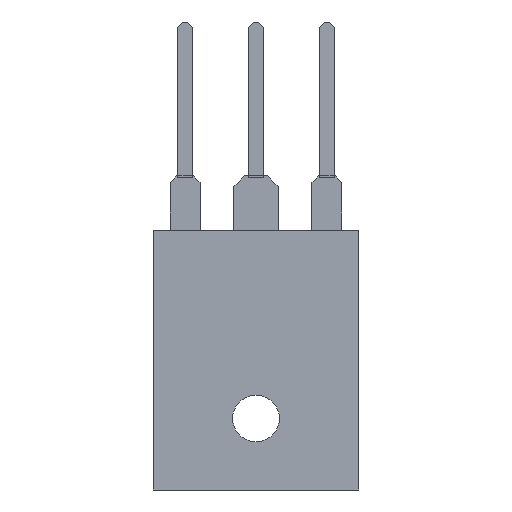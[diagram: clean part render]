
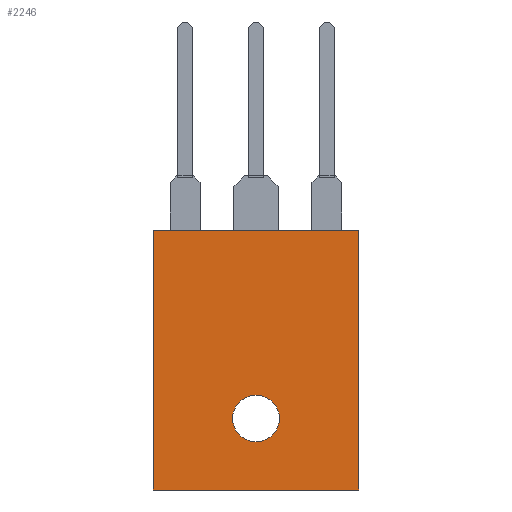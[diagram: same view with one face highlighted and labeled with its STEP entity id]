
A CAD part, front view. The second image highlights one B-rep face of the part: STEP entity #2246.
In plain terms, the highlighted planar face has unit normal (0, -1, 0).
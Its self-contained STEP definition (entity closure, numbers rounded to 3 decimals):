
#10 = FACE_BOUND ( 'NONE', #300, .T. ) ;
#30 = LINE ( 'NONE', #1163, #2463 ) ;
#142 = EDGE_LOOP ( 'NONE', ( #2443, #1177, #402, #1345 ) ) ;
#220 = VECTOR ( 'NONE', #2065, 1000. ) ;
#286 = VERTEX_POINT ( 'NONE', #1183 ) ;
#300 = EDGE_LOOP ( 'NONE', ( #427, #602 ) ) ;
#402 = ORIENTED_EDGE ( 'NONE', *, *, #721, .F. ) ;
#427 = ORIENTED_EDGE ( 'NONE', *, *, #2366, .F. ) ;
#436 = DIRECTION ( 'NONE',  ( 0., -1., 0. ) ) ;
#497 = DIRECTION ( 'NONE',  ( 0., 0., 1. ) ) ;
#527 = DIRECTION ( 'NONE',  ( 0., -1., 0. ) ) ;
#563 = DIRECTION ( 'NONE',  ( -1., 0., 0. ) ) ;
#602 = ORIENTED_EDGE ( 'NONE', *, *, #1247, .F. ) ;
#721 = EDGE_CURVE ( 'NONE', #2013, #1092, #30, .T. ) ;
#829 = VERTEX_POINT ( 'NONE', #2104 ) ;
#833 = CARTESIAN_POINT ( 'NONE',  ( 0., 0., -2.69 ) ) ;
#895 = EDGE_CURVE ( 'NONE', #829, #952, #1878, .T. ) ;
#952 = VERTEX_POINT ( 'NONE', #1275 ) ;
#1092 = VERTEX_POINT ( 'NONE', #1322 ) ;
#1163 = CARTESIAN_POINT ( 'NONE',  ( -7.9, 0., -10. ) ) ;
#1177 = ORIENTED_EDGE ( 'NONE', *, *, #1336, .F. ) ;
#1183 = CARTESIAN_POINT ( 'NONE',  ( 0., 0., -6.29 ) ) ;
#1228 = VERTEX_POINT ( 'NONE', #833 ) ;
#1247 = EDGE_CURVE ( 'NONE', #286, #1228, #2511, .T. ) ;
#1275 = CARTESIAN_POINT ( 'NONE',  ( 7.9, 0., -10. ) ) ;
#1322 = CARTESIAN_POINT ( 'NONE',  ( -7.9, 0., 10. ) ) ;
#1332 = DIRECTION ( 'NONE',  ( 0., 0., 1. ) ) ;
#1336 = EDGE_CURVE ( 'NONE', #1092, #829, #1884, .T. ) ;
#1345 = ORIENTED_EDGE ( 'NONE', *, *, #1675, .F. ) ;
#1502 = CARTESIAN_POINT ( 'NONE',  ( 0., 0., -4.49 ) ) ;
#1675 = EDGE_CURVE ( 'NONE', #952, #2013, #2785, .T. ) ;
#1699 = VECTOR ( 'NONE', #2519, 1000. ) ;
#1733 = FACE_OUTER_BOUND ( 'NONE', #142, .T. ) ;
#1789 = DIRECTION ( 'NONE',  ( 0., 0., 1. ) ) ;
#1810 = CARTESIAN_POINT ( 'NONE',  ( 0., 0., -4.49 ) ) ;
#1878 = LINE ( 'NONE', #2505, #1699 ) ;
#1884 = LINE ( 'NONE', #2685, #220 ) ;
#1937 = DIRECTION ( 'NONE',  ( 0., 1., 0. ) ) ;
#1951 = PLANE ( 'NONE',  #2621 ) ;
#1989 = CARTESIAN_POINT ( 'NONE',  ( 7.9, 0., 10. ) ) ;
#2013 = VERTEX_POINT ( 'NONE', #2530 ) ;
#2065 = DIRECTION ( 'NONE',  ( 1., 0., 0. ) ) ;
#2104 = CARTESIAN_POINT ( 'NONE',  ( 7.9, 0., 10. ) ) ;
#2118 = AXIS2_PLACEMENT_3D ( 'NONE', #1502, #436, #1332 ) ;
#2212 = CIRCLE ( 'NONE', #2665, 1.8 ) ;
#2246 = ADVANCED_FACE ( 'NONE', ( #10, #1733 ), #1951, .F. ) ;
#2298 = VECTOR ( 'NONE', #563, 1000. ) ;
#2336 = CARTESIAN_POINT ( 'NONE',  ( -7.9, 0., -10. ) ) ;
#2366 = EDGE_CURVE ( 'NONE', #1228, #286, #2212, .T. ) ;
#2443 = ORIENTED_EDGE ( 'NONE', *, *, #895, .F. ) ;
#2463 = VECTOR ( 'NONE', #1789, 1000. ) ;
#2505 = CARTESIAN_POINT ( 'NONE',  ( 7.9, 0., -10. ) ) ;
#2511 = CIRCLE ( 'NONE', #2118, 1.8 ) ;
#2519 = DIRECTION ( 'NONE',  ( 0., 0., -1. ) ) ;
#2530 = CARTESIAN_POINT ( 'NONE',  ( -7.9, 0., -10. ) ) ;
#2621 = AXIS2_PLACEMENT_3D ( 'NONE', #1989, #1937, #2793 ) ;
#2665 = AXIS2_PLACEMENT_3D ( 'NONE', #1810, #527, #497 ) ;
#2685 = CARTESIAN_POINT ( 'NONE',  ( -7.9, 0., 10. ) ) ;
#2785 = LINE ( 'NONE', #2336, #2298 ) ;
#2793 = DIRECTION ( 'NONE',  ( 0., 0., 1. ) ) ;
